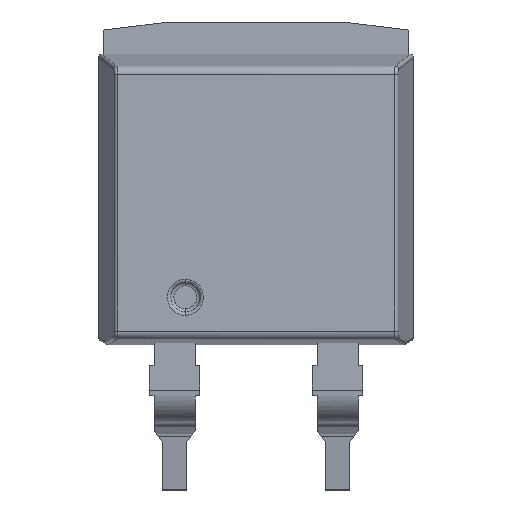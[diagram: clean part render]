
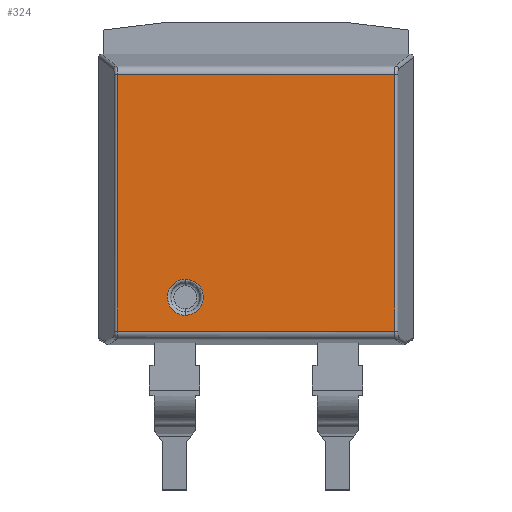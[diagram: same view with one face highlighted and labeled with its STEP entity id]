
A CAD part, top view. The second image highlights one B-rep face of the part: STEP entity #324.
In plain terms, the highlighted planar face has unit normal (0, 0.007, 1).
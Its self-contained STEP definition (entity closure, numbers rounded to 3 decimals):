
#88=(
BOUNDED_CURVE()
B_SPLINE_CURVE(3,(#7166,#7167,#7168,#7169,#7170,#7171,#7172,#7173,#7174,
#7175,#7176,#7177,#7178),.UNSPECIFIED.,.F.,.F.)
B_SPLINE_CURVE_WITH_KNOTS((4,3,3,3,4),(0.,0.44,0.879,
1.319,1.759),.UNSPECIFIED.)
CURVE()
GEOMETRIC_REPRESENTATION_ITEM()
RATIONAL_B_SPLINE_CURVE((1.,1.,1.,1.,1.,1.,1.,1.,1.,1.,1.,
1.,1.))
REPRESENTATION_ITEM('')
);
#93=(
BOUNDED_CURVE()
B_SPLINE_CURVE(3,(#7199,#7200,#7201,#7202,#7203,#7204,#7205,#7206,#7207,
#7208,#7209,#7210,#7211),.UNSPECIFIED.,.F.,.F.)
B_SPLINE_CURVE_WITH_KNOTS((4,3,3,3,4),(1.759,2.199,
2.638,3.078,3.518),.UNSPECIFIED.)
CURVE()
GEOMETRIC_REPRESENTATION_ITEM()
RATIONAL_B_SPLINE_CURVE((1.,1.,1.,1.,1.,1.,1.,1.,1.,1.,1.,1.,1.))
REPRESENTATION_ITEM('')
);
#142=FACE_BOUND('',#726,.T.);
#324=ADVANCED_FACE('',(#521,#142),#3071,.T.);
#521=FACE_OUTER_BOUND('',#725,.T.);
#725=EDGE_LOOP('',(#1522,#1523,#1524,#1525));
#726=EDGE_LOOP('',(#1526,#1527));
#1522=ORIENTED_EDGE('',*,*,#2152,.F.);
#1523=ORIENTED_EDGE('',*,*,#2151,.F.);
#1524=ORIENTED_EDGE('',*,*,#2149,.T.);
#1525=ORIENTED_EDGE('',*,*,#2150,.F.);
#1526=ORIENTED_EDGE('',*,*,#2284,.F.);
#1527=ORIENTED_EDGE('',*,*,#2279,.F.);
#2149=EDGE_CURVE('',#2950,#2949,#2648,.T.);
#2150=EDGE_CURVE('',#2951,#2949,#2649,.T.);
#2151=EDGE_CURVE('',#2950,#2952,#2650,.T.);
#2152=EDGE_CURVE('',#2952,#2951,#2651,.T.);
#2279=EDGE_CURVE('',#3013,#3018,#88,.T.);
#2284=EDGE_CURVE('',#3018,#3013,#93,.T.);
#2648=B_SPLINE_CURVE_WITH_KNOTS('',1,(#6778,#6779),.UNSPECIFIED.,.F.,.F.,
(2,2),(4.542,13.178),.UNSPECIFIED.);
#2649=B_SPLINE_CURVE_WITH_KNOTS('',1,(#6780,#6781),.UNSPECIFIED.,.F.,.F.,
(2,2),(0.,7.995),.UNSPECIFIED.);
#2650=B_SPLINE_CURVE_WITH_KNOTS('',1,(#6782,#6783),.UNSPECIFIED.,.F.,.F.,
(2,2),(0.,7.995),.UNSPECIFIED.);
#2651=B_SPLINE_CURVE_WITH_KNOTS('',1,(#6784,#6785),.UNSPECIFIED.,.F.,.F.,
(2,2),(4.542,13.178),.UNSPECIFIED.);
#2949=VERTEX_POINT('',#6680);
#2950=VERTEX_POINT('',#6681);
#2951=VERTEX_POINT('',#6682);
#2952=VERTEX_POINT('',#6683);
#3013=VERTEX_POINT('',#6744);
#3018=VERTEX_POINT('',#6749);
#3071=PLANE('',#3246);
#3246=AXIS2_PLACEMENT_3D('',#6090,#3311,$);
#3311=DIRECTION('',(0.,0.007,1.));
#6090=CARTESIAN_POINT('',(-8.86,3.398,4.16));
#6680=CARTESIAN_POINT('',(4.318,-4.597,4.215));
#6681=CARTESIAN_POINT('',(-4.318,-4.597,4.215));
#6682=CARTESIAN_POINT('',(4.318,3.398,4.16));
#6683=CARTESIAN_POINT('',(-4.318,3.398,4.16));
#6744=CARTESIAN_POINT('',(-2.201,-2.985,4.204));
#6749=CARTESIAN_POINT('',(-2.201,-4.105,4.212));
#6778=CARTESIAN_POINT('',(-4.318,-4.597,4.215));
#6779=CARTESIAN_POINT('',(4.318,-4.597,4.215));
#6780=CARTESIAN_POINT('',(4.318,3.398,4.16));
#6781=CARTESIAN_POINT('',(4.318,-4.597,4.215));
#6782=CARTESIAN_POINT('',(-4.318,-4.597,4.215));
#6783=CARTESIAN_POINT('',(-4.318,3.398,4.16));
#6784=CARTESIAN_POINT('',(-4.318,3.398,4.16));
#6785=CARTESIAN_POINT('',(4.318,3.398,4.16));
#7166=CARTESIAN_POINT('',(-2.201,-2.985,4.204));
#7167=CARTESIAN_POINT('',(-2.348,-2.984,4.204));
#7168=CARTESIAN_POINT('',(-2.494,-3.045,4.204));
#7169=CARTESIAN_POINT('',(-2.598,-3.149,4.205));
#7170=CARTESIAN_POINT('',(-2.701,-3.252,4.206));
#7171=CARTESIAN_POINT('',(-2.762,-3.398,4.207));
#7172=CARTESIAN_POINT('',(-2.762,-3.545,4.208));
#7173=CARTESIAN_POINT('',(-2.762,-3.691,4.209));
#7174=CARTESIAN_POINT('',(-2.701,-3.837,4.21));
#7175=CARTESIAN_POINT('',(-2.598,-3.941,4.211));
#7176=CARTESIAN_POINT('',(-2.494,-4.044,4.211));
#7177=CARTESIAN_POINT('',(-2.348,-4.105,4.212));
#7178=CARTESIAN_POINT('',(-2.201,-4.105,4.212));
#7199=CARTESIAN_POINT('',(-2.201,-4.105,4.212));
#7200=CARTESIAN_POINT('',(-2.055,-4.105,4.212));
#7201=CARTESIAN_POINT('',(-1.909,-4.044,4.211));
#7202=CARTESIAN_POINT('',(-1.805,-3.941,4.211));
#7203=CARTESIAN_POINT('',(-1.702,-3.837,4.21));
#7204=CARTESIAN_POINT('',(-1.641,-3.691,4.209));
#7205=CARTESIAN_POINT('',(-1.641,-3.545,4.208));
#7206=CARTESIAN_POINT('',(-1.641,-3.398,4.207));
#7207=CARTESIAN_POINT('',(-1.702,-3.252,4.206));
#7208=CARTESIAN_POINT('',(-1.805,-3.149,4.205));
#7209=CARTESIAN_POINT('',(-1.909,-3.045,4.204));
#7210=CARTESIAN_POINT('',(-2.055,-2.984,4.204));
#7211=CARTESIAN_POINT('',(-2.201,-2.985,4.204));
